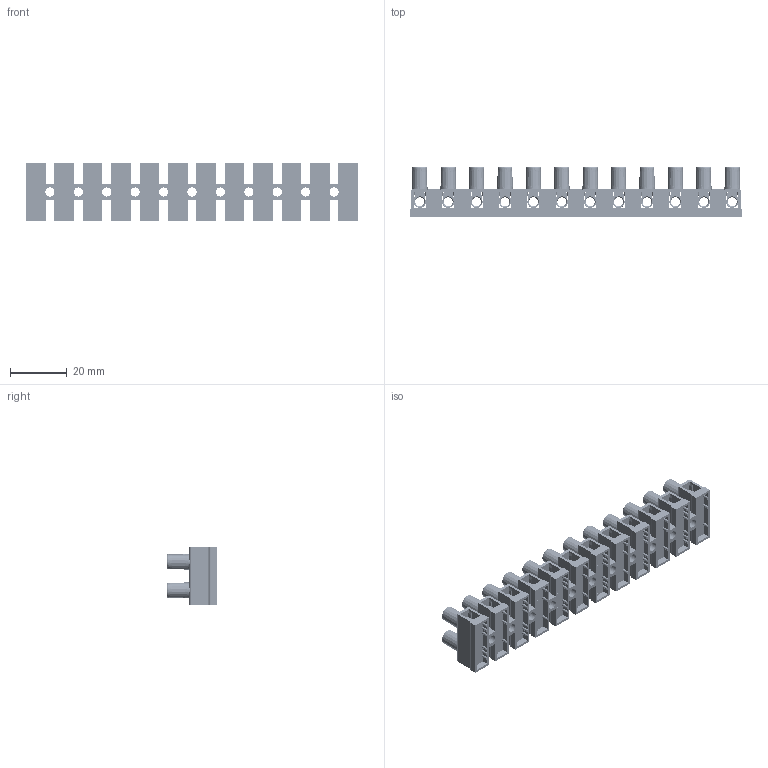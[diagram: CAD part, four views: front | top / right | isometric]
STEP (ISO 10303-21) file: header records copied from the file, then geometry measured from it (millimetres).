
FILE_DESCRIPTION (( 'STEP AP203' ), '1' );
FILE_NAME ('N9201.STEP', '2023-12-04T08:02:44', ( '' ), ( '' ), 'SwSTEP 2.0', 'SolidWorks 2022', '' );
FILE_SCHEMA (( 'CONFIG_CONTROL_DESIGN' ));
Length unit declared in the file: millimetre
Products named in the file (4): SN9201; N9201; SAVMIC36; SABUS9201-N9201
Assembly tree (37 placements, depth 2):
  N9201
    SN9201
    SABUS9201-N9201  x12
    SAVMIC36  x24
Bounding box: 116.6 x 17.45 x 20.34 mm (x, y, z)
Volume: 12390.3 mm3; surface area: 28876.5 mm2
Topology: 37 solids, 37 shells, 2541 faces, 6981 edges, 4550 vertices
Faces by surface type: cylinder 1214, plane 917, cone 192, torus 146, bspline 72
Entity records: 51443 total; most frequent: CARTESIAN_POINT 12582, ORIENTED_EDGE 7992, DIRECTION 7934, EDGE_CURVE 3996, AXIS2_PLACEMENT_3D 2824, VERTEX_POINT 2590, VECTOR 2286, LINE 2286
